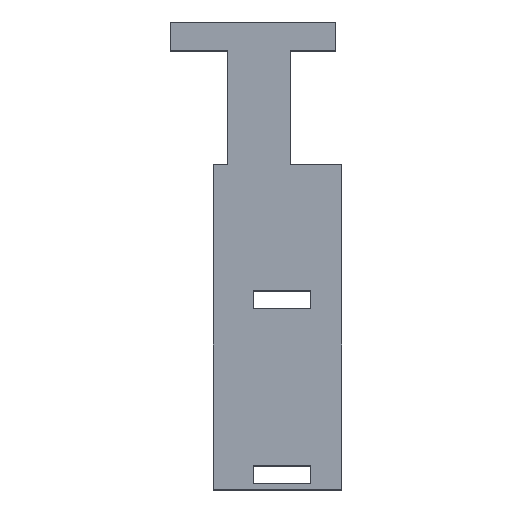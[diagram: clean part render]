
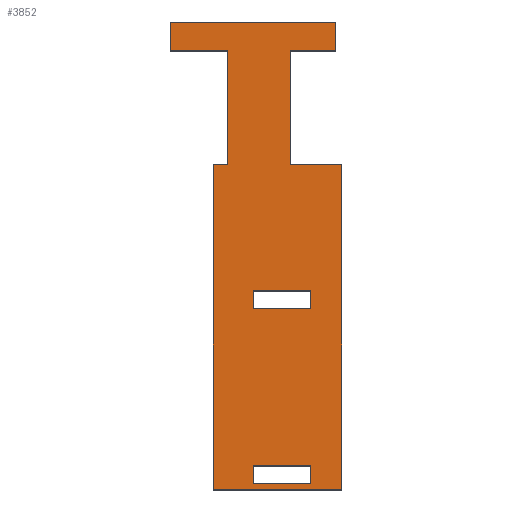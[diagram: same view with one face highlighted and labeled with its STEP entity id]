
A CAD part, top view. The second image highlights one B-rep face of the part: STEP entity #3852.
In plain terms, the highlighted planar face has unit normal (0, 0, 1).
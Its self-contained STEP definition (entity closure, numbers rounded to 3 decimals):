
#75=FACE_BOUND('',#560,.T.);
#76=FACE_BOUND('',#561,.T.);
#169=PLANE('',#4192);
#329=FACE_OUTER_BOUND('',#559,.T.);
#559=EDGE_LOOP('',(#3145,#3146,#3147,#3148,#3149,#3150,#3151,#3152,#3153,
#3154,#3155,#3156));
#560=EDGE_LOOP('',(#3157,#3158,#3159,#3160));
#561=EDGE_LOOP('',(#3161,#3162,#3163,#3164));
#859=LINE('',#5953,#1244);
#870=LINE('',#5973,#1255);
#877=LINE('',#5990,#1262);
#886=LINE('',#6008,#1271);
#891=LINE('',#6017,#1276);
#894=LINE('',#6021,#1279);
#897=LINE('',#6029,#1282);
#905=LINE('',#6045,#1290);
#910=LINE('',#6056,#1295);
#913=LINE('',#6060,#1298);
#965=LINE('',#6198,#1350);
#967=LINE('',#6202,#1352);
#968=LINE('',#6203,#1353);
#969=LINE('',#6205,#1354);
#970=LINE('',#6207,#1355);
#971=LINE('',#6209,#1356);
#972=LINE('',#6211,#1357);
#973=LINE('',#6213,#1358);
#974=LINE('',#6215,#1359);
#975=LINE('',#6216,#1360);
#1244=VECTOR('',#4887,10.);
#1255=VECTOR('',#4900,10.);
#1262=VECTOR('',#4911,10.);
#1271=VECTOR('',#4926,10.);
#1276=VECTOR('',#4935,10.);
#1279=VECTOR('',#4940,10.);
#1282=VECTOR('',#4945,10.);
#1290=VECTOR('',#4957,10.);
#1295=VECTOR('',#4966,10.);
#1298=VECTOR('',#4971,10.);
#1350=VECTOR('',#5093,10.);
#1352=VECTOR('',#5097,10.);
#1353=VECTOR('',#5098,10.);
#1354=VECTOR('',#5099,10.);
#1355=VECTOR('',#5100,10.);
#1356=VECTOR('',#5101,10.);
#1357=VECTOR('',#5102,10.);
#1358=VECTOR('',#5103,10.);
#1359=VECTOR('',#5104,10.);
#1360=VECTOR('',#5105,10.);
#1791=VERTEX_POINT('',#5950);
#1792=VERTEX_POINT('',#5952);
#1800=VERTEX_POINT('',#5971);
#1807=VERTEX_POINT('',#5987);
#1808=VERTEX_POINT('',#5989);
#1814=VERTEX_POINT('',#6007);
#1816=VERTEX_POINT('',#6016);
#1819=VERTEX_POINT('',#6026);
#1820=VERTEX_POINT('',#6028);
#1826=VERTEX_POINT('',#6043);
#1830=VERTEX_POINT('',#6055);
#1880=VERTEX_POINT('',#6195);
#1881=VERTEX_POINT('',#6197);
#1882=VERTEX_POINT('',#6201);
#1883=VERTEX_POINT('',#6204);
#1884=VERTEX_POINT('',#6206);
#1885=VERTEX_POINT('',#6208);
#1886=VERTEX_POINT('',#6210);
#1887=VERTEX_POINT('',#6212);
#1888=VERTEX_POINT('',#6214);
#2226=EDGE_CURVE('',#1792,#1791,#859,.T.);
#2237=EDGE_CURVE('',#1791,#1800,#870,.T.);
#2244=EDGE_CURVE('',#1808,#1807,#877,.T.);
#2253=EDGE_CURVE('',#1814,#1808,#886,.T.);
#2258=EDGE_CURVE('',#1816,#1814,#891,.T.);
#2261=EDGE_CURVE('',#1807,#1816,#894,.T.);
#2264=EDGE_CURVE('',#1820,#1819,#897,.T.);
#2272=EDGE_CURVE('',#1819,#1826,#905,.T.);
#2277=EDGE_CURVE('',#1830,#1820,#910,.T.);
#2280=EDGE_CURVE('',#1826,#1830,#913,.T.);
#2357=EDGE_CURVE('',#1881,#1880,#965,.T.);
#2359=EDGE_CURVE('',#1880,#1882,#967,.T.);
#2360=EDGE_CURVE('',#1882,#1792,#968,.T.);
#2361=EDGE_CURVE('',#1800,#1883,#969,.T.);
#2362=EDGE_CURVE('',#1883,#1884,#970,.T.);
#2363=EDGE_CURVE('',#1885,#1884,#971,.T.);
#2364=EDGE_CURVE('',#1885,#1886,#972,.T.);
#2365=EDGE_CURVE('',#1886,#1887,#973,.T.);
#2366=EDGE_CURVE('',#1887,#1888,#974,.T.);
#2367=EDGE_CURVE('',#1881,#1888,#975,.T.);
#3145=ORIENTED_EDGE('',*,*,#2359,.T.);
#3146=ORIENTED_EDGE('',*,*,#2360,.T.);
#3147=ORIENTED_EDGE('',*,*,#2226,.T.);
#3148=ORIENTED_EDGE('',*,*,#2237,.T.);
#3149=ORIENTED_EDGE('',*,*,#2361,.T.);
#3150=ORIENTED_EDGE('',*,*,#2362,.T.);
#3151=ORIENTED_EDGE('',*,*,#2363,.F.);
#3152=ORIENTED_EDGE('',*,*,#2364,.T.);
#3153=ORIENTED_EDGE('',*,*,#2365,.T.);
#3154=ORIENTED_EDGE('',*,*,#2366,.T.);
#3155=ORIENTED_EDGE('',*,*,#2367,.F.);
#3156=ORIENTED_EDGE('',*,*,#2357,.T.);
#3157=ORIENTED_EDGE('',*,*,#2258,.T.);
#3158=ORIENTED_EDGE('',*,*,#2253,.T.);
#3159=ORIENTED_EDGE('',*,*,#2244,.T.);
#3160=ORIENTED_EDGE('',*,*,#2261,.T.);
#3161=ORIENTED_EDGE('',*,*,#2280,.T.);
#3162=ORIENTED_EDGE('',*,*,#2277,.T.);
#3163=ORIENTED_EDGE('',*,*,#2264,.T.);
#3164=ORIENTED_EDGE('',*,*,#2272,.T.);
#3852=ADVANCED_FACE('',(#329,#75,#76),#169,.T.);
#4192=AXIS2_PLACEMENT_3D('',#6200,#5095,#5096);
#4887=DIRECTION('',(-1.,0.,0.));
#4900=DIRECTION('',(0.,-1.,0.));
#4911=DIRECTION('',(1.,0.,0.));
#4926=DIRECTION('',(0.,1.,0.));
#4935=DIRECTION('',(-1.,0.,0.));
#4940=DIRECTION('',(0.,-1.,0.));
#4945=DIRECTION('',(0.,1.,0.));
#4957=DIRECTION('',(1.,0.,0.));
#4966=DIRECTION('',(-1.,0.,0.));
#4971=DIRECTION('',(0.,-1.,0.));
#5093=DIRECTION('',(0.,-1.,0.));
#5095=DIRECTION('center_axis',(0.,0.,1.));
#5096=DIRECTION('ref_axis',(1.,0.,0.));
#5097=DIRECTION('',(1.,0.,0.));
#5098=DIRECTION('',(0.,-1.,0.));
#5099=DIRECTION('',(1.,0.,0.));
#5100=DIRECTION('',(0.,1.,0.));
#5101=DIRECTION('',(1.,0.,0.));
#5102=DIRECTION('',(0.,1.,0.));
#5103=DIRECTION('',(1.,0.,0.));
#5104=DIRECTION('',(0.,1.,0.));
#5105=DIRECTION('',(1.,0.,0.));
#5950=CARTESIAN_POINT('',(-7.5,47.,30.));
#5952=CARTESIAN_POINT('',(-5.,47.,30.));
#5953=CARTESIAN_POINT('',(-14.,47.,30.));
#5971=CARTESIAN_POINT('',(-7.5,-10.,30.));
#5973=CARTESIAN_POINT('',(-7.5,14.25,30.));
#5987=CARTESIAN_POINT('',(9.5,-5.8,30.));
#5989=CARTESIAN_POINT('',(-0.5,-5.8,30.));
#5990=CARTESIAN_POINT('',(-7.75,-5.8,30.));
#6007=CARTESIAN_POINT('',(-0.5,-9.,30.));
#6008=CARTESIAN_POINT('',(-0.5,-4.5,30.));
#6016=CARTESIAN_POINT('',(9.5,-9.,30.));
#6017=CARTESIAN_POINT('',(-2.75,-9.,30.));
#6021=CARTESIAN_POINT('',(9.5,-2.9,30.));
#6026=CARTESIAN_POINT('',(-0.5,24.9,30.));
#6028=CARTESIAN_POINT('',(-0.5,21.7,30.));
#6029=CARTESIAN_POINT('',(-0.5,10.85,30.));
#6043=CARTESIAN_POINT('',(9.5,24.9,30.));
#6045=CARTESIAN_POINT('',(-7.75,24.9,30.));
#6055=CARTESIAN_POINT('',(9.5,21.7,30.));
#6056=CARTESIAN_POINT('',(-2.75,21.7,30.));
#6060=CARTESIAN_POINT('',(9.5,12.45,30.));
#6195=CARTESIAN_POINT('',(-15.,67.,30.));
#6197=CARTESIAN_POINT('',(-15.,72.,30.));
#6198=CARTESIAN_POINT('',(-15.,0.,30.));
#6200=CARTESIAN_POINT('Origin',(-15.,0.,30.));
#6201=CARTESIAN_POINT('',(-5.,67.,30.));
#6202=CARTESIAN_POINT('',(-10.,67.,30.));
#6203=CARTESIAN_POINT('',(-5.,23.5,30.));
#6204=CARTESIAN_POINT('',(15.,-10.,30.));
#6205=CARTESIAN_POINT('',(14.,-10.,30.));
#6206=CARTESIAN_POINT('',(15.,47.,30.));
#6207=CARTESIAN_POINT('',(15.,0.,30.));
#6208=CARTESIAN_POINT('',(6.,47.,30.));
#6209=CARTESIAN_POINT('',(14.,47.,30.));
#6210=CARTESIAN_POINT('',(6.,67.,30.));
#6211=CARTESIAN_POINT('',(6.,33.5,30.));
#6212=CARTESIAN_POINT('',(14.,67.,30.));
#6213=CARTESIAN_POINT('',(-0.5,67.,30.));
#6214=CARTESIAN_POINT('',(14.,72.,30.));
#6215=CARTESIAN_POINT('',(14.,19.375,30.));
#6216=CARTESIAN_POINT('',(-15.,72.,30.));
